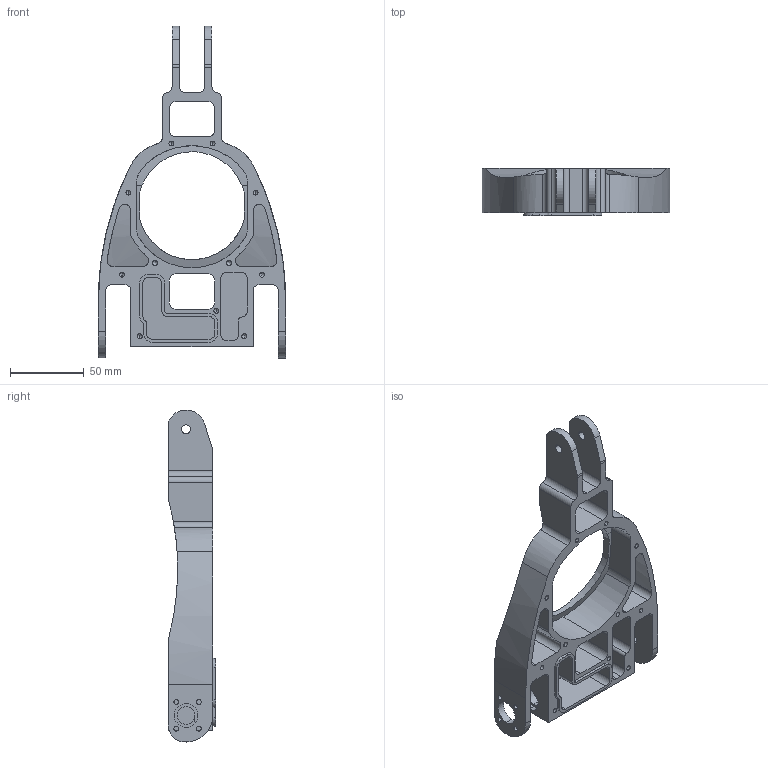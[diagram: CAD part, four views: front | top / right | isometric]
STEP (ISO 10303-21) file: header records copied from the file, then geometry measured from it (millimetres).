
FILE_DESCRIPTION (( 'STEP AP203' ), '1' );
FILE_NAME ('Chassis + coffre.STEP', '2020-06-17T15:42:18', ( '' ), ( '' ), 'SwSTEP 2.0', 'SolidWorks 2016', '' );
FILE_SCHEMA (( 'CONFIG_CONTROL_DESIGN' ));
Length unit declared in the file: millimetre
Products named in the file (1): Chassis + coffre
Bounding box: 126.62 x 32 x 224.5 mm (x, y, z)
Volume: 182134.9 mm3; surface area: 73796.1 mm2
Topology: 1 solids, 1 shells, 218 faces, 611 edges, 390 vertices
Faces by surface type: cylinder 135, plane 61, cone 22
Entity records: 7615 total; most frequent: CARTESIAN_POINT 1847, DIRECTION 1216, ORIENTED_EDGE 1182, EDGE_CURVE 591, AXIS2_PLACEMENT_3D 453, VERTEX_POINT 390, VECTOR 310, LINE 310
